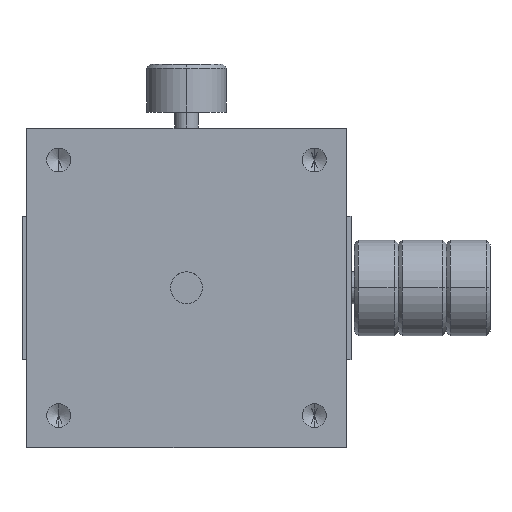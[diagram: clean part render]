
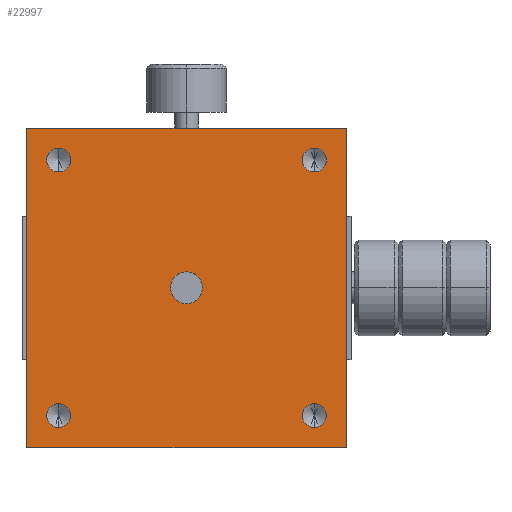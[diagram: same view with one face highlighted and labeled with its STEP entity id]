
A CAD part, top view. The second image highlights one B-rep face of the part: STEP entity #22997.
In plain terms, the highlighted planar face has unit normal (0, 0, 1).
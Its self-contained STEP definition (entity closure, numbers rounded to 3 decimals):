
#1593 = CARTESIAN_POINT ( 'NONE',  ( -16., -16., 12.25 ) ) ;
#1777 = DIRECTION ( 'NONE',  ( 0., 1., 0. ) ) ;
#1778 = DIRECTION ( 'NONE',  ( 0., 0., -1. ) ) ;
#1779 = AXIS2_PLACEMENT_3D ( 'NONE', #1593, #1778, #1777 ) ;
#1780 = CIRCLE ( 'NONE', #1779, 1.5 ) ;
#10896 = CARTESIAN_POINT ( 'NONE',  ( 16., -14.5, 12.25 ) ) ;
#10897 = CARTESIAN_POINT ( 'NONE',  ( 16., -17.5, 12.25 ) ) ;
#10898 = DIRECTION ( 'NONE',  ( 0., 1., 0. ) ) ;
#10899 = DIRECTION ( 'NONE',  ( 0., 0., -1. ) ) ;
#10900 = AXIS2_PLACEMENT_3D ( 'NONE', #10910, #10899, #10898 ) ;
#10902 = CIRCLE ( 'NONE', #10900, 1.5 ) ;
#10910 = CARTESIAN_POINT ( 'NONE',  ( 16., -16., 12.25 ) ) ;
#11060 = CARTESIAN_POINT ( 'NONE',  ( 2., 0., 12.25 ) ) ;
#11061 = DIRECTION ( 'NONE',  ( 1., 0., 0. ) ) ;
#11063 = DIRECTION ( 'NONE',  ( 0., 0., 1. ) ) ;
#11064 = CARTESIAN_POINT ( 'NONE',  ( 0., 0., 12.25 ) ) ;
#11066 = AXIS2_PLACEMENT_3D ( 'NONE', #11064, #11063, #11061 ) ;
#11067 = CIRCLE ( 'NONE', #11066, 2. ) ;
#11073 = CARTESIAN_POINT ( 'NONE',  ( -2., 0., 12.25 ) ) ;
#11939 = VERTEX_POINT ( 'NONE', #11073 ) ;
#11941 = EDGE_CURVE ( 'NONE', #11939, #11942, #11067, .T. ) ;
#11942 = VERTEX_POINT ( 'NONE', #11060 ) ;
#11971 = EDGE_CURVE ( 'NONE', #11972, #11973, #10902, .T. ) ;
#11972 = VERTEX_POINT ( 'NONE', #10897 ) ;
#11973 = VERTEX_POINT ( 'NONE', #10896 ) ;
#12040 = VERTEX_POINT ( 'NONE', #19299 ) ;
#12067 = EDGE_CURVE ( 'NONE', #12207, #12068, #19246, .T. ) ;
#12068 = VERTEX_POINT ( 'NONE', #19383 ) ;
#12092 = EDGE_CURVE ( 'NONE', #12093, #12094, #19333, .T. ) ;
#12093 = VERTEX_POINT ( 'NONE', #19334 ) ;
#12094 = VERTEX_POINT ( 'NONE', #19357 ) ;
#12174 = EDGE_CURVE ( 'NONE', #12175, #12176, #15688, .T. ) ;
#12175 = VERTEX_POINT ( 'NONE', #15833 ) ;
#12176 = VERTEX_POINT ( 'NONE', #15530 ) ;
#12192 = EDGE_CURVE ( 'NONE', #12193, #12194, #15703, .T. ) ;
#12193 = VERTEX_POINT ( 'NONE', #15694 ) ;
#12194 = VERTEX_POINT ( 'NONE', #15693 ) ;
#12207 = VERTEX_POINT ( 'NONE', #15863 ) ;
#15530 = CARTESIAN_POINT ( 'NONE',  ( -16., -14.5, 12.25 ) ) ;
#15531 = CARTESIAN_POINT ( 'NONE',  ( -16., -16., 12.25 ) ) ;
#15686 = DIRECTION ( 'NONE',  ( 0., 0., -1. ) ) ;
#15688 = CIRCLE ( 'NONE', #15714, 1.5 ) ;
#15693 = CARTESIAN_POINT ( 'NONE',  ( -16., 17.5, 12.25 ) ) ;
#15694 = CARTESIAN_POINT ( 'NONE',  ( -16., 14.5, 12.25 ) ) ;
#15696 = DIRECTION ( 'NONE',  ( 0., 1., 0. ) ) ;
#15697 = DIRECTION ( 'NONE',  ( 0., 0., -1. ) ) ;
#15699 = CARTESIAN_POINT ( 'NONE',  ( -16., 16., 12.25 ) ) ;
#15701 = AXIS2_PLACEMENT_3D ( 'NONE', #15699, #15697, #15696 ) ;
#15703 = CIRCLE ( 'NONE', #15701, 1.5 ) ;
#15714 = AXIS2_PLACEMENT_3D ( 'NONE', #15531, #15686, #15858 ) ;
#15833 = CARTESIAN_POINT ( 'NONE',  ( -16., -17.5, 12.25 ) ) ;
#15858 = DIRECTION ( 'NONE',  ( 0., 1., 0. ) ) ;
#15863 = CARTESIAN_POINT ( 'NONE',  ( 20., 20., 12.25 ) ) ;
#19243 = DIRECTION ( 'NONE',  ( 0., -1., 0. ) ) ;
#19244 = VECTOR ( 'NONE', #19243, 1000. ) ;
#19245 = CARTESIAN_POINT ( 'NONE',  ( 20., -20., 12.25 ) ) ;
#19246 = LINE ( 'NONE', #19245, #19244 ) ;
#19299 = CARTESIAN_POINT ( 'NONE',  ( -20., -20., 12.25 ) ) ;
#19329 = DIRECTION ( 'NONE',  ( 0., 1., 0. ) ) ;
#19330 = DIRECTION ( 'NONE',  ( 0., 0., -1. ) ) ;
#19331 = CARTESIAN_POINT ( 'NONE',  ( 16., 16., 12.25 ) ) ;
#19332 = AXIS2_PLACEMENT_3D ( 'NONE', #19331, #19330, #19329 ) ;
#19333 = CIRCLE ( 'NONE', #19332, 1.5 ) ;
#19334 = CARTESIAN_POINT ( 'NONE',  ( 16., 14.5, 12.25 ) ) ;
#19357 = CARTESIAN_POINT ( 'NONE',  ( 16., 17.5, 12.25 ) ) ;
#19383 = CARTESIAN_POINT ( 'NONE',  ( 20., -20., 12.25 ) ) ;
#21708 = CARTESIAN_POINT ( 'NONE',  ( -20., 20., 12.25 ) ) ;
#21752 = CIRCLE ( 'NONE', #21787, 1.5 ) ;
#21753 = DIRECTION ( 'NONE',  ( 0., 1., 0. ) ) ;
#21754 = DIRECTION ( 'NONE',  ( 0., 0., -1. ) ) ;
#21755 = AXIS2_PLACEMENT_3D ( 'NONE', #21762, #21754, #21753 ) ;
#21756 = CIRCLE ( 'NONE', #21755, 1.5 ) ;
#21757 = DIRECTION ( 'NONE',  ( 0., 1., 0. ) ) ;
#21758 = DIRECTION ( 'NONE',  ( 0., 0., -1. ) ) ;
#21759 = CARTESIAN_POINT ( 'NONE',  ( -16., 16., 12.25 ) ) ;
#21760 = AXIS2_PLACEMENT_3D ( 'NONE', #21759, #21758, #21757 ) ;
#21761 = CIRCLE ( 'NONE', #21760, 1.5 ) ;
#21762 = CARTESIAN_POINT ( 'NONE',  ( 16., -16., 12.25 ) ) ;
#21776 = DIRECTION ( 'NONE',  ( 0., -1., 0. ) ) ;
#21777 = VECTOR ( 'NONE', #21776, 1000. ) ;
#21778 = CARTESIAN_POINT ( 'NONE',  ( -20., -20., 12.25 ) ) ;
#21779 = LINE ( 'NONE', #21778, #21777 ) ;
#21784 = DIRECTION ( 'NONE',  ( 0., 1., 0. ) ) ;
#21785 = DIRECTION ( 'NONE',  ( 0., 0., -1. ) ) ;
#21786 = CARTESIAN_POINT ( 'NONE',  ( 16., 16., 12.25 ) ) ;
#21787 = AXIS2_PLACEMENT_3D ( 'NONE', #21786, #21785, #21784 ) ;
#21837 = AXIS2_PLACEMENT_3D ( 'NONE', #21885, #21884, #21883 ) ;
#21842 = CIRCLE ( 'NONE', #21837, 2. ) ;
#21879 = DIRECTION ( 'NONE',  ( 1., 0., 0. ) ) ;
#21880 = VECTOR ( 'NONE', #21879, 1000. ) ;
#21881 = CARTESIAN_POINT ( 'NONE',  ( -60.893, -20., 12.25 ) ) ;
#21882 = LINE ( 'NONE', #21881, #21880 ) ;
#21883 = DIRECTION ( 'NONE',  ( 1., 0., 0. ) ) ;
#21884 = DIRECTION ( 'NONE',  ( 0., 0., 1. ) ) ;
#21885 = CARTESIAN_POINT ( 'NONE',  ( 0., 0., 12.25 ) ) ;
#21978 = DIRECTION ( 'NONE',  ( 1., 0., 0. ) ) ;
#21979 = DIRECTION ( 'NONE',  ( 0., 0., 1. ) ) ;
#21980 = CARTESIAN_POINT ( 'NONE',  ( -60.893, -20., 12.25 ) ) ;
#21981 = AXIS2_PLACEMENT_3D ( 'NONE', #21980, #21979, #21978 ) ;
#21982 = PLANE ( 'NONE',  #21981 ) ;
#21983 = FACE_OUTER_BOUND ( 'NONE', #22972, .T. ) ;
#21984 = FACE_BOUND ( 'NONE', #22968, .T. ) ;
#21985 = FACE_BOUND ( 'NONE', #22934, .T. ) ;
#21986 = FACE_BOUND ( 'NONE', #22930, .T. ) ;
#21987 = FACE_BOUND ( 'NONE', #22926, .T. ) ;
#21988 = FACE_BOUND ( 'NONE', #23119, .T. ) ;
#21989 = DIRECTION ( 'NONE',  ( 1., 0., 0. ) ) ;
#21990 = VECTOR ( 'NONE', #21989, 1000. ) ;
#21991 = CARTESIAN_POINT ( 'NONE',  ( -60.893, 20., 12.25 ) ) ;
#21992 = LINE ( 'NONE', #21991, #21990 ) ;
#22924 = VERTEX_POINT ( 'NONE', #21708 ) ;
#22926 = EDGE_LOOP ( 'NONE', ( #22927, #22929 ) ) ;
#22927 = ORIENTED_EDGE ( 'NONE', *, *, #22928, .T. ) ;
#22928 = EDGE_CURVE ( 'NONE', #12194, #12193, #21761, .T. ) ;
#22929 = ORIENTED_EDGE ( 'NONE', *, *, #12192, .T. ) ;
#22930 = EDGE_LOOP ( 'NONE', ( #22931, #22933 ) ) ;
#22931 = ORIENTED_EDGE ( 'NONE', *, *, #22932, .T. ) ;
#22932 = EDGE_CURVE ( 'NONE', #11973, #11972, #21756, .T. ) ;
#22933 = ORIENTED_EDGE ( 'NONE', *, *, #11971, .T. ) ;
#22934 = EDGE_LOOP ( 'NONE', ( #22935, #22967 ) ) ;
#22935 = ORIENTED_EDGE ( 'NONE', *, *, #22936, .T. ) ;
#22936 = EDGE_CURVE ( 'NONE', #12094, #12093, #21752, .T. ) ;
#22939 = EDGE_CURVE ( 'NONE', #22924, #12040, #21779, .T. ) ;
#22967 = ORIENTED_EDGE ( 'NONE', *, *, #12092, .T. ) ;
#22968 = EDGE_LOOP ( 'NONE', ( #22969, #22971 ) ) ;
#22969 = ORIENTED_EDGE ( 'NONE', *, *, #22970, .F. ) ;
#22970 = EDGE_CURVE ( 'NONE', #11942, #11939, #21842, .T. ) ;
#22971 = ORIENTED_EDGE ( 'NONE', *, *, #11941, .F. ) ;
#22972 = EDGE_LOOP ( 'NONE', ( #22973, #22974, #22975, #22977 ) ) ;
#22973 = ORIENTED_EDGE ( 'NONE', *, *, #22996, .F. ) ;
#22974 = ORIENTED_EDGE ( 'NONE', *, *, #22939, .T. ) ;
#22975 = ORIENTED_EDGE ( 'NONE', *, *, #22976, .T. ) ;
#22976 = EDGE_CURVE ( 'NONE', #12040, #12068, #21882, .T. ) ;
#22977 = ORIENTED_EDGE ( 'NONE', *, *, #12067, .F. ) ;
#22996 = EDGE_CURVE ( 'NONE', #22924, #12207, #21992, .T. ) ;
#22997 = ADVANCED_FACE ( 'NONE', ( #21988, #21987, #21986, #21985, #21984, #21983 ), #21982, .T. ) ;
#23119 = EDGE_LOOP ( 'NONE', ( #23120, #23122 ) ) ;
#23120 = ORIENTED_EDGE ( 'NONE', *, *, #23121, .T. ) ;
#23121 = EDGE_CURVE ( 'NONE', #12176, #12175, #1780, .T. ) ;
#23122 = ORIENTED_EDGE ( 'NONE', *, *, #12174, .T. ) ;
